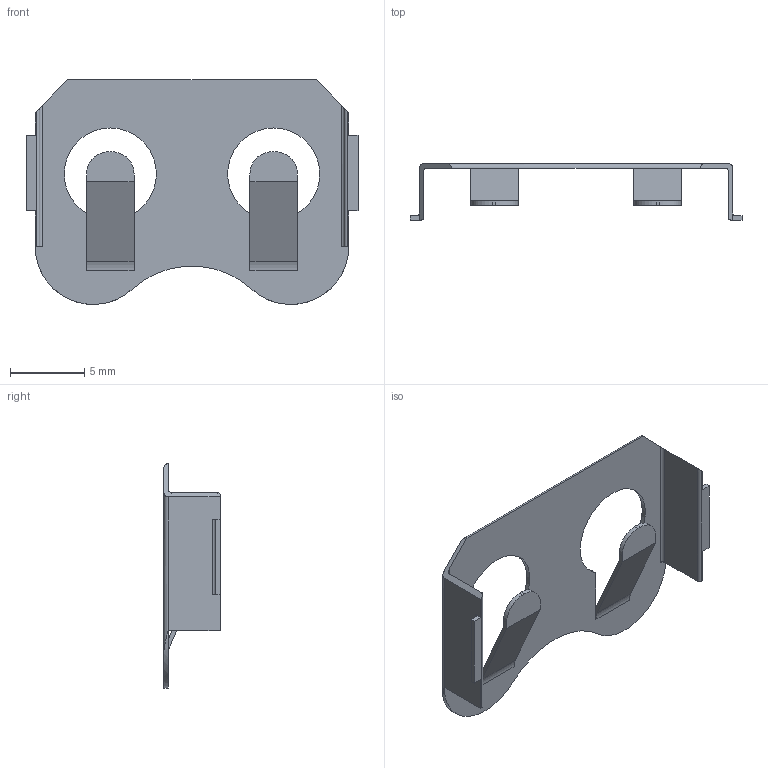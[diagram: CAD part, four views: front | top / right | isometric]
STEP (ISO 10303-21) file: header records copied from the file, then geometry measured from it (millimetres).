
FILE_DESCRIPTION(/* description */ (''),/* implementation_level */ '2;1');
FILE_NAME(/* name */ 'surface mount bat hold.stp',/* time_stamp */ '2015-09-30T18:06:14-05:00',/* author */ ('Nick'),/* organization */ (''),/* preprocessor_version */ 'ST-DEVELOPER v15.6',/* originating_system */ 'Autodesk Inventor 2015',/* authorisation */ '');
FILE_SCHEMA (('AUTOMOTIVE_DESIGN { 1 0 10303 214 3 1 1 }'));
Length unit declared in the file: millimetre
Products named in the file (1): surface mount bat hold
Bounding box: 22.35 x 3.8 x 15.13 mm (x, y, z)
Volume: 97.2 mm3; surface area: 699.6 mm2
Topology: 1 solids, 1 shells, 60 faces, 166 edges, 108 vertices
Faces by surface type: plane 38, cylinder 22
Entity records: 2008 total; most frequent: CARTESIAN_POINT 345, ORIENTED_EDGE 332, DIRECTION 328, EDGE_CURVE 166, LINE 122, VECTOR 122, VERTEX_POINT 108, AXIS2_PLACEMENT_3D 103
